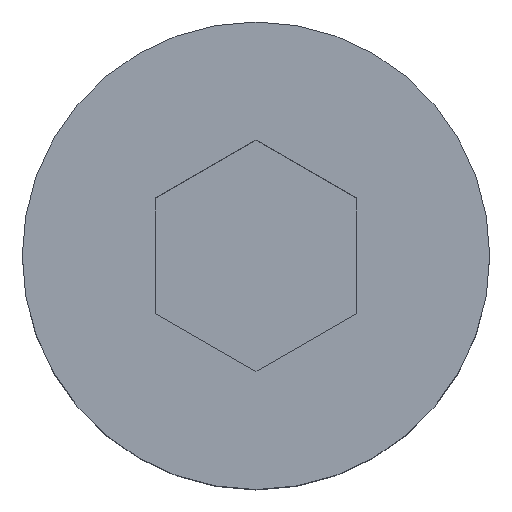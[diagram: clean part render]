
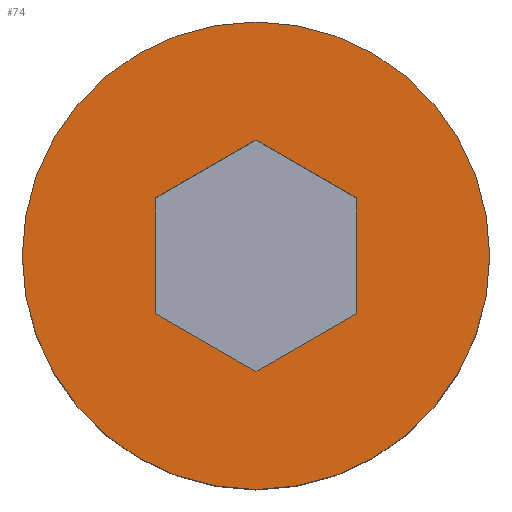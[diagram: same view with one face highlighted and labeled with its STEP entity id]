
A CAD part, top view. The second image highlights one B-rep face of the part: STEP entity #74.
In plain terms, the highlighted planar face has unit normal (0, 0, 1).
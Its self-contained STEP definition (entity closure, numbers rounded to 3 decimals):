
#63=FACE_BOUND('',#117,.T.);
#64=FACE_BOUND('',#118,.T.);
#74=ADVANCED_FACE('',(#63,#64),#90,.T.);
#90=PLANE('',#407);
#117=EDGE_LOOP('',(#155));
#118=EDGE_LOOP('',(#156,#157,#158,#159,#160,#161));
#155=ORIENTED_EDGE('',*,*,#247,.T.);
#156=ORIENTED_EDGE('',*,*,#233,.F.);
#157=ORIENTED_EDGE('',*,*,#237,.F.);
#158=ORIENTED_EDGE('',*,*,#240,.F.);
#159=ORIENTED_EDGE('',*,*,#243,.F.);
#160=ORIENTED_EDGE('',*,*,#246,.F.);
#161=ORIENTED_EDGE('',*,*,#250,.F.);
#207=VERTEX_POINT('',#508);
#208=VERTEX_POINT('',#510);
#210=VERTEX_POINT('',#516);
#212=VERTEX_POINT('',#522);
#214=VERTEX_POINT('',#528);
#216=VERTEX_POINT('',#534);
#217=VERTEX_POINT('',#538);
#233=EDGE_CURVE('',#207,#208,#312,.T.);
#237=EDGE_CURVE('',#210,#207,#316,.T.);
#240=EDGE_CURVE('',#212,#210,#319,.T.);
#243=EDGE_CURVE('',#214,#212,#322,.T.);
#246=EDGE_CURVE('',#216,#214,#325,.T.);
#247=EDGE_CURVE('',#217,#217,#271,.T.);
#250=EDGE_CURVE('',#208,#216,#327,.T.);
#271=CIRCLE('',#403,3.5);
#312=LINE('',#509,#340);
#316=LINE('',#517,#344);
#319=LINE('',#523,#347);
#322=LINE('',#529,#350);
#325=LINE('',#535,#353);
#327=LINE('',#543,#355);
#340=VECTOR('',#434,1.);
#344=VECTOR('',#440,1.);
#347=VECTOR('',#445,1.);
#350=VECTOR('',#450,1.);
#353=VECTOR('',#455,1.);
#355=VECTOR('',#465,1.);
#403=AXIS2_PLACEMENT_3D('',#537,#458,#459);
#407=AXIS2_PLACEMENT_3D('',#545,#468,#469);
#434=DIRECTION('',(0.,-1.,0.));
#440=DIRECTION('',(-0.866,-0.5,0.));
#445=DIRECTION('',(-0.866,0.5,0.));
#450=DIRECTION('',(0.,1.,0.));
#455=DIRECTION('',(0.866,0.5,0.));
#458=DIRECTION('',(0.,0.,1.));
#459=DIRECTION('',(1.,0.,0.));
#465=DIRECTION('',(0.866,-0.5,0.));
#468=DIRECTION('',(0.,0.,1.));
#469=DIRECTION('',(1.,0.,0.));
#508=CARTESIAN_POINT('',(-1.5,0.866,4.));
#509=CARTESIAN_POINT('',(-1.5,0.866,4.));
#510=CARTESIAN_POINT('',(-1.5,-0.866,4.));
#516=CARTESIAN_POINT('',(0.,1.732,4.));
#517=CARTESIAN_POINT('',(0.,1.732,4.));
#522=CARTESIAN_POINT('',(1.5,0.866,4.));
#523=CARTESIAN_POINT('',(1.5,0.866,4.));
#528=CARTESIAN_POINT('',(1.5,-0.866,4.));
#529=CARTESIAN_POINT('',(1.5,-0.866,4.));
#534=CARTESIAN_POINT('',(0.,-1.732,4.));
#535=CARTESIAN_POINT('',(0.,-1.732,4.));
#537=CARTESIAN_POINT('',(0.,0.,4.));
#538=CARTESIAN_POINT('',(3.5,0.,4.));
#543=CARTESIAN_POINT('',(-1.5,-0.866,4.));
#545=CARTESIAN_POINT('',(0.,0.,4.));
